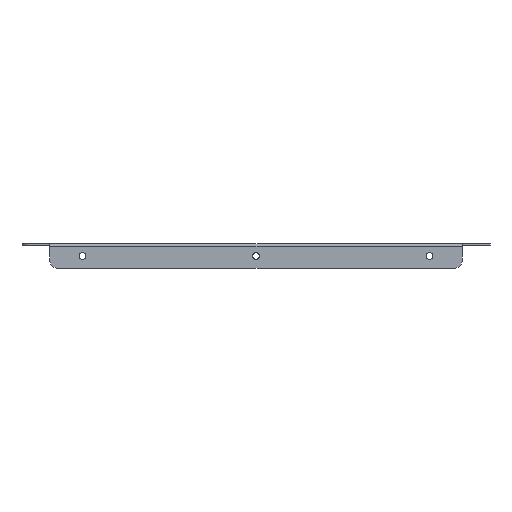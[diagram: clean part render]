
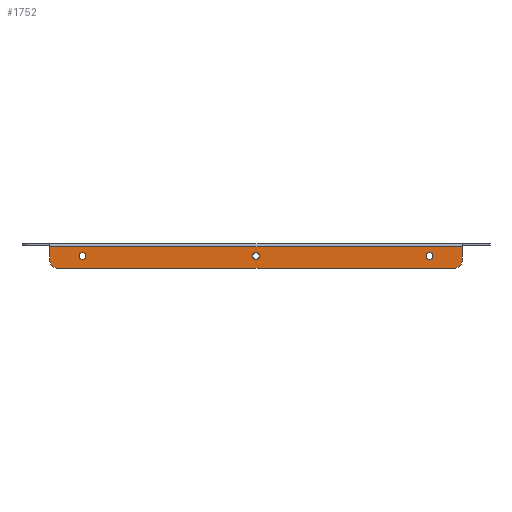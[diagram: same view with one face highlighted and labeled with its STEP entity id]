
A CAD part, front view. The second image highlights one B-rep face of the part: STEP entity #1752.
In plain terms, the highlighted planar face has unit normal (0, -1, 0).
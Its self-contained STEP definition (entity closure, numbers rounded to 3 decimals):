
#3 = CARTESIAN_POINT ( 'NONE',  ( 0., -74.8, -15. ) ) ;
#11 = CARTESIAN_POINT ( 'NONE',  ( -126.25, -74.8, 0. ) ) ;
#20 = DIRECTION ( 'NONE',  ( 0., 1., 0. ) ) ;
#77 = EDGE_CURVE ( 'NONE', #262, #1058, #220, .T. ) ;
#85 = AXIS2_PLACEMENT_3D ( 'NONE', #2223, #485, #156 ) ;
#112 = CIRCLE ( 'NONE', #630, 5. ) ;
#128 = EDGE_LOOP ( 'NONE', ( #362, #1646 ) ) ;
#134 = VECTOR ( 'NONE', #2035, 1000. ) ;
#139 = CARTESIAN_POINT ( 'NONE',  ( 0., -74.8, 0. ) ) ;
#156 = DIRECTION ( 'NONE',  ( 0., 0., 1. ) ) ;
#173 = VERTEX_POINT ( 'NONE', #1562 ) ;
#184 = CARTESIAN_POINT ( 'NONE',  ( 106.25, -74.8, -7.5 ) ) ;
#187 = DIRECTION ( 'NONE',  ( 0., 0., 1. ) ) ;
#220 = CIRCLE ( 'NONE', #1013, 2.1 ) ;
#233 = ORIENTED_EDGE ( 'NONE', *, *, #816, .T. ) ;
#262 = VERTEX_POINT ( 'NONE', #296 ) ;
#294 = CIRCLE ( 'NONE', #432, 2.1 ) ;
#296 = CARTESIAN_POINT ( 'NONE',  ( 106.25, -74.8, -5.4 ) ) ;
#313 = ORIENTED_EDGE ( 'NONE', *, *, #957, .T. ) ;
#324 = DIRECTION ( 'NONE',  ( 0., 0., 1. ) ) ;
#342 = ORIENTED_EDGE ( 'NONE', *, *, #923, .T. ) ;
#362 = ORIENTED_EDGE ( 'NONE', *, *, #537, .T. ) ;
#363 = ORIENTED_EDGE ( 'NONE', *, *, #1425, .T. ) ;
#367 = LINE ( 'NONE', #1803, #2122 ) ;
#418 = ORIENTED_EDGE ( 'NONE', *, *, #428, .T. ) ;
#419 = EDGE_CURVE ( 'NONE', #1370, #173, #112, .T. ) ;
#423 = VERTEX_POINT ( 'NONE', #1518 ) ;
#428 = EDGE_CURVE ( 'NONE', #1900, #807, #2171, .T. ) ;
#432 = AXIS2_PLACEMENT_3D ( 'NONE', #184, #520, #1201 ) ;
#475 = CARTESIAN_POINT ( 'NONE',  ( 0., -74.8, -7.5 ) ) ;
#485 = DIRECTION ( 'NONE',  ( 0., 1., 0. ) ) ;
#520 = DIRECTION ( 'NONE',  ( 0., 1., 0. ) ) ;
#527 = LINE ( 'NONE', #11, #2164 ) ;
#537 = EDGE_CURVE ( 'NONE', #702, #1854, #1662, .T. ) ;
#580 = CARTESIAN_POINT ( 'NONE',  ( 0., -74.8, -5.4 ) ) ;
#620 = DIRECTION ( 'NONE',  ( 0., 0., 1. ) ) ;
#630 = AXIS2_PLACEMENT_3D ( 'NONE', #1693, #2030, #2024 ) ;
#641 = PLANE ( 'NONE',  #901 ) ;
#667 = CARTESIAN_POINT ( 'NONE',  ( -106.25, -74.8, -7.5 ) ) ;
#681 = LINE ( 'NONE', #1435, #814 ) ;
#702 = VERTEX_POINT ( 'NONE', #580 ) ;
#717 = FACE_BOUND ( 'NONE', #778, .T. ) ;
#744 = CARTESIAN_POINT ( 'NONE',  ( -126.25, -74.8, -1.8 ) ) ;
#778 = EDGE_LOOP ( 'NONE', ( #908, #342 ) ) ;
#807 = VERTEX_POINT ( 'NONE', #965 ) ;
#814 = VECTOR ( 'NONE', #620, 1000. ) ;
#816 = EDGE_CURVE ( 'NONE', #173, #423, #681, .T. ) ;
#876 = DIRECTION ( 'NONE',  ( 0., 1., 0. ) ) ;
#883 = DIRECTION ( 'NONE',  ( 0., -1., 0. ) ) ;
#901 = AXIS2_PLACEMENT_3D ( 'NONE', #139, #1870, #187 ) ;
#908 = ORIENTED_EDGE ( 'NONE', *, *, #77, .T. ) ;
#923 = EDGE_CURVE ( 'NONE', #1058, #262, #294, .T. ) ;
#953 = EDGE_LOOP ( 'NONE', ( #1736, #418 ) ) ;
#957 = EDGE_CURVE ( 'NONE', #2086, #2203, #2022, .T. ) ;
#965 = CARTESIAN_POINT ( 'NONE',  ( -106.25, -74.8, -5.4 ) ) ;
#1013 = AXIS2_PLACEMENT_3D ( 'NONE', #2076, #876, #1068 ) ;
#1041 = DIRECTION ( 'NONE',  ( 0., 0., 1. ) ) ;
#1058 = VERTEX_POINT ( 'NONE', #1405 ) ;
#1068 = DIRECTION ( 'NONE',  ( 0., 0., 1. ) ) ;
#1175 = EDGE_CURVE ( 'NONE', #2009, #423, #367, .T. ) ;
#1201 = DIRECTION ( 'NONE',  ( 0., 0., 1. ) ) ;
#1257 = EDGE_CURVE ( 'NONE', #1854, #702, #1433, .T. ) ;
#1263 = AXIS2_PLACEMENT_3D ( 'NONE', #475, #1670, #324 ) ;
#1300 = CARTESIAN_POINT ( 'NONE',  ( -121.25, -74.8, -15. ) ) ;
#1344 = DIRECTION ( 'NONE',  ( 0., 1., 0. ) ) ;
#1349 = CARTESIAN_POINT ( 'NONE',  ( 0., -74.8, -9.6 ) ) ;
#1370 = VERTEX_POINT ( 'NONE', #1496 ) ;
#1373 = CARTESIAN_POINT ( 'NONE',  ( 0., -74.8, -7.5 ) ) ;
#1391 = EDGE_CURVE ( 'NONE', #807, #1900, #2046, .T. ) ;
#1399 = CARTESIAN_POINT ( 'NONE',  ( -106.25, -74.8, -9.6 ) ) ;
#1405 = CARTESIAN_POINT ( 'NONE',  ( 106.25, -74.8, -9.6 ) ) ;
#1416 = FACE_BOUND ( 'NONE', #128, .T. ) ;
#1425 = EDGE_CURVE ( 'NONE', #2203, #1370, #1704, .T. ) ;
#1433 = CIRCLE ( 'NONE', #1263, 2.1 ) ;
#1435 = CARTESIAN_POINT ( 'NONE',  ( 126.25, -74.8, 0. ) ) ;
#1438 = EDGE_CURVE ( 'NONE', #2009, #2086, #527, .T. ) ;
#1457 = AXIS2_PLACEMENT_3D ( 'NONE', #1373, #20, #1041 ) ;
#1496 = CARTESIAN_POINT ( 'NONE',  ( 121.25, -74.8, -15. ) ) ;
#1518 = CARTESIAN_POINT ( 'NONE',  ( 126.25, -74.8, -1.8 ) ) ;
#1562 = CARTESIAN_POINT ( 'NONE',  ( 126.25, -74.8, -10. ) ) ;
#1589 = ORIENTED_EDGE ( 'NONE', *, *, #1438, .T. ) ;
#1646 = ORIENTED_EDGE ( 'NONE', *, *, #1257, .T. ) ;
#1662 = CIRCLE ( 'NONE', #1457, 2.1 ) ;
#1670 = DIRECTION ( 'NONE',  ( 0., 1., 0. ) ) ;
#1681 = AXIS2_PLACEMENT_3D ( 'NONE', #667, #1344, #2208 ) ;
#1693 = CARTESIAN_POINT ( 'NONE',  ( 121.25, -74.8, -10. ) ) ;
#1704 = LINE ( 'NONE', #3, #134 ) ;
#1712 = EDGE_LOOP ( 'NONE', ( #1589, #313, #363, #2186, #233, #1766 ) ) ;
#1725 = CARTESIAN_POINT ( 'NONE',  ( -121.25, -74.8, -10. ) ) ;
#1734 = FACE_BOUND ( 'NONE', #953, .T. ) ;
#1736 = ORIENTED_EDGE ( 'NONE', *, *, #1391, .T. ) ;
#1752 = ADVANCED_FACE ( 'NONE', ( #1734, #1416, #717, #1919 ), #641, .F. ) ;
#1766 = ORIENTED_EDGE ( 'NONE', *, *, #1175, .F. ) ;
#1781 = DIRECTION ( 'NONE',  ( 0., 0., -1. ) ) ;
#1803 = CARTESIAN_POINT ( 'NONE',  ( 126.25, -74.8, -1.8 ) ) ;
#1854 = VERTEX_POINT ( 'NONE', #1349 ) ;
#1870 = DIRECTION ( 'NONE',  ( 0., 1., 0. ) ) ;
#1900 = VERTEX_POINT ( 'NONE', #1399 ) ;
#1919 = FACE_OUTER_BOUND ( 'NONE', #1712, .T. ) ;
#1978 = DIRECTION ( 'NONE',  ( 1., 0., 0. ) ) ;
#2009 = VERTEX_POINT ( 'NONE', #744 ) ;
#2022 = CIRCLE ( 'NONE', #2149, 5. ) ;
#2024 = DIRECTION ( 'NONE',  ( 0., 0., 1. ) ) ;
#2030 = DIRECTION ( 'NONE',  ( 0., -1., 0. ) ) ;
#2035 = DIRECTION ( 'NONE',  ( 1., 0., 0. ) ) ;
#2046 = CIRCLE ( 'NONE', #1681, 2.1 ) ;
#2067 = DIRECTION ( 'NONE',  ( 0., 0., 1. ) ) ;
#2076 = CARTESIAN_POINT ( 'NONE',  ( 106.25, -74.8, -7.5 ) ) ;
#2086 = VERTEX_POINT ( 'NONE', #2103 ) ;
#2103 = CARTESIAN_POINT ( 'NONE',  ( -126.25, -74.8, -10. ) ) ;
#2122 = VECTOR ( 'NONE', #1978, 1000. ) ;
#2149 = AXIS2_PLACEMENT_3D ( 'NONE', #1725, #883, #2067 ) ;
#2164 = VECTOR ( 'NONE', #1781, 1000. ) ;
#2171 = CIRCLE ( 'NONE', #85, 2.1 ) ;
#2186 = ORIENTED_EDGE ( 'NONE', *, *, #419, .T. ) ;
#2203 = VERTEX_POINT ( 'NONE', #1300 ) ;
#2208 = DIRECTION ( 'NONE',  ( 0., 0., 1. ) ) ;
#2223 = CARTESIAN_POINT ( 'NONE',  ( -106.25, -74.8, -7.5 ) ) ;
